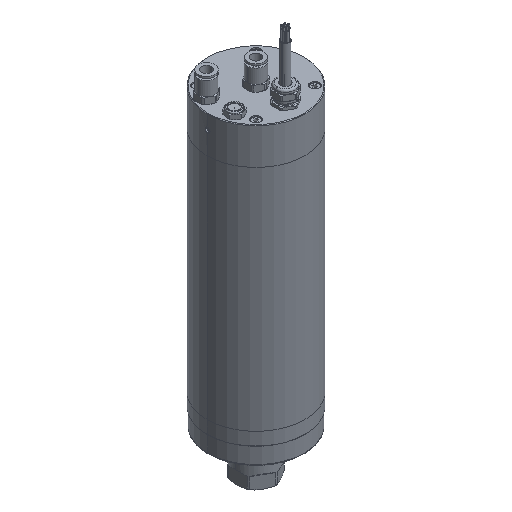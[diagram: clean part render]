
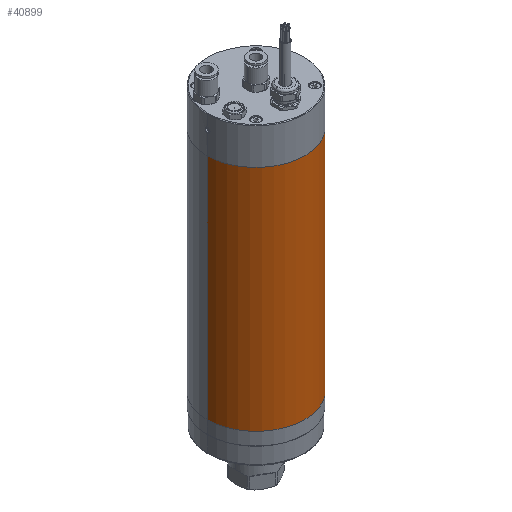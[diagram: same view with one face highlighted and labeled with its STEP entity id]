
A CAD part, isometric view. The second image highlights one B-rep face of the part: STEP entity #40899.
In plain terms, the highlighted cylindrical face has radius 40 mm (diameter 80 mm), a partial arc.
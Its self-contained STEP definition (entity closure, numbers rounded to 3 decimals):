
#5552 = ORIENTED_EDGE ( 'NONE', *, *, #38587, .F. ) ;
#14437 = CARTESIAN_POINT ( 'NONE',  ( 40., 0., 0. ) ) ;
#15120 = FACE_OUTER_BOUND ( 'NONE', #26822, .T. ) ;
#19055 = ORIENTED_EDGE ( 'NONE', *, *, #19466, .T. ) ;
#19466 = EDGE_CURVE ( 'NONE', #48899, #23822, #26590, .T. ) ;
#19987 = EDGE_CURVE ( 'NONE', #23822, #49129, #59935, .T. ) ;
#23822 = VERTEX_POINT ( 'NONE', #34122 ) ;
#24530 = DIRECTION ( 'NONE',  ( 0., 0., 1. ) ) ;
#26590 = CIRCLE ( 'NONE', #34255, 40. ) ;
#26822 = EDGE_LOOP ( 'NONE', ( #74993, #19055, #40934, #5552 ) ) ;
#28037 = CARTESIAN_POINT ( 'NONE',  ( 0., 0., -187. ) ) ;
#29775 = DIRECTION ( 'NONE',  ( 1., 0., 0. ) ) ;
#30503 = DIRECTION ( 'NONE',  ( 1., 0., 0. ) ) ;
#31245 = DIRECTION ( 'NONE',  ( 1., 0., 0. ) ) ;
#32695 = AXIS2_PLACEMENT_3D ( 'NONE', #77045, #77627, #30503 ) ;
#32908 = DIRECTION ( 'NONE',  ( 0., 0., 1. ) ) ;
#34122 = CARTESIAN_POINT ( 'NONE',  ( 40., 0., -187. ) ) ;
#34255 = AXIS2_PLACEMENT_3D ( 'NONE', #28037, #49700, #29775 ) ;
#38587 = EDGE_CURVE ( 'NONE', #51384, #49129, #52583, .T. ) ;
#40899 = ADVANCED_FACE ( 'NONE', ( #15120 ), #44473, .T. ) ;
#40934 = ORIENTED_EDGE ( 'NONE', *, *, #19987, .T. ) ;
#44473 = CYLINDRICAL_SURFACE ( 'NONE', #32695, 40. ) ;
#44946 = CARTESIAN_POINT ( 'NONE',  ( -40., 0., 0. ) ) ;
#45873 = LINE ( 'NONE', #52570, #68891 ) ;
#48899 = VERTEX_POINT ( 'NONE', #74696 ) ;
#49129 = VERTEX_POINT ( 'NONE', #64357 ) ;
#49700 = DIRECTION ( 'NONE',  ( 0., 0., 1. ) ) ;
#51384 = VERTEX_POINT ( 'NONE', #44946 ) ;
#51599 = EDGE_CURVE ( 'NONE', #48899, #51384, #45873, .T. ) ;
#52570 = CARTESIAN_POINT ( 'NONE',  ( -40., 0., 0. ) ) ;
#52583 = CIRCLE ( 'NONE', #61636, 40. ) ;
#57548 = CARTESIAN_POINT ( 'NONE',  ( 0., 0., 0. ) ) ;
#59935 = LINE ( 'NONE', #14437, #84076 ) ;
#61636 = AXIS2_PLACEMENT_3D ( 'NONE', #57548, #24530, #31245 ) ;
#64357 = CARTESIAN_POINT ( 'NONE',  ( 40., 0., 0. ) ) ;
#68891 = VECTOR ( 'NONE', #32908, 1000. ) ;
#74696 = CARTESIAN_POINT ( 'NONE',  ( -40., 0., -187. ) ) ;
#74794 = DIRECTION ( 'NONE',  ( 0., 0., 1. ) ) ;
#74993 = ORIENTED_EDGE ( 'NONE', *, *, #51599, .F. ) ;
#77045 = CARTESIAN_POINT ( 'NONE',  ( 0., 0., 0. ) ) ;
#77627 = DIRECTION ( 'NONE',  ( 0., 0., 1. ) ) ;
#84076 = VECTOR ( 'NONE', #74794, 1000. ) ;
